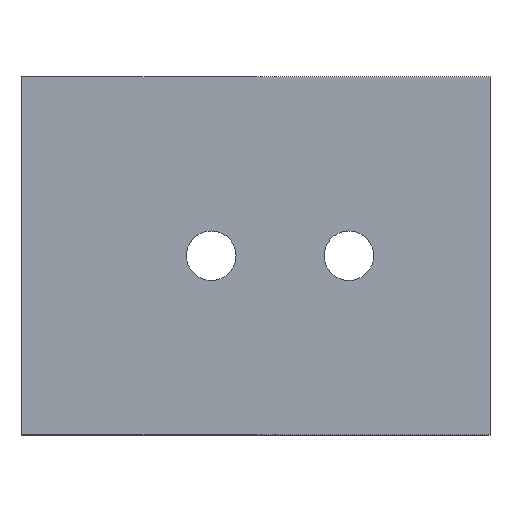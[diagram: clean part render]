
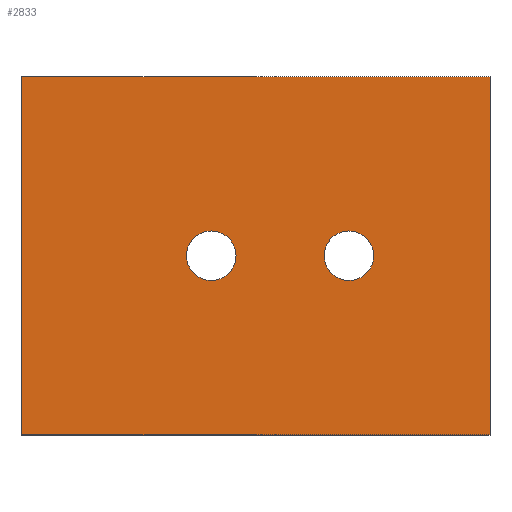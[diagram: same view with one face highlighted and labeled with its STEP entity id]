
A CAD part, top view. The second image highlights one B-rep face of the part: STEP entity #2833.
In plain terms, the highlighted face is planar.
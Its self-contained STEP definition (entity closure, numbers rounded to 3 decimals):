
#110 = PLANE('',#111);
#111 = AXIS2_PLACEMENT_3D('',#112,#113,#114);
#112 = CARTESIAN_POINT('',(112.,28.5,
    0.));
#113 = DIRECTION('',(-1.,0.,0.));
#114 = DIRECTION('',(0.,1.,0.));
#336 = PLANE('',#337);
#337 = AXIS2_PLACEMENT_3D('',#338,#339,#340);
#338 = CARTESIAN_POINT('',(138.,54.25,
    0.));
#339 = DIRECTION('',(1.,0.,0.));
#340 = DIRECTION('',(0.,-1.,0.));
#731 = PLANE('',#732);
#732 = AXIS2_PLACEMENT_3D('',#733,#734,#735);
#733 = CARTESIAN_POINT('',(112.,28.5,34.));
#734 = DIRECTION('',(0.,0.,1.));
#735 = DIRECTION('',(0.,1.,0.));
#936 = VERTEX_POINT('',#937);
#937 = CARTESIAN_POINT('',(112.,54.25,34.));
#958 = EDGE_CURVE('',#959,#936,#961,.T.);
#959 = VERTEX_POINT('',#960);
#960 = CARTESIAN_POINT('',(112.,54.25,0.));
#961 = SURFACE_CURVE('',#962,(#966,#973),.PCURVE_S1.);
#962 = LINE('',#963,#964);
#963 = CARTESIAN_POINT('',(112.,54.25,
    0.));
#964 = VECTOR('',#965,1.);
#965 = DIRECTION('',(0.,0.,1.));
#966 = PCURVE('',#110,#967);
#967 = DEFINITIONAL_REPRESENTATION('',(#968),#972);
#968 = LINE('',#969,#970);
#969 = CARTESIAN_POINT('',(25.75,0.));
#970 = VECTOR('',#971,1.);
#971 = DIRECTION('',(0.,-1.));
#972 = ( GEOMETRIC_REPRESENTATION_CONTEXT(2) 
PARAMETRIC_REPRESENTATION_CONTEXT() REPRESENTATION_CONTEXT('2D SPACE',''
  ) );
#973 = PCURVE('',#974,#979);
#974 = PLANE('',#975);
#975 = AXIS2_PLACEMENT_3D('',#976,#977,#978);
#976 = CARTESIAN_POINT('',(112.,54.25,
    0.));
#977 = DIRECTION('',(0.,1.,0.));
#978 = DIRECTION('',(1.,0.,0.));
#979 = DEFINITIONAL_REPRESENTATION('',(#980),#984);
#980 = LINE('',#981,#982);
#981 = CARTESIAN_POINT('',(0.,0.));
#982 = VECTOR('',#983,1.);
#983 = DIRECTION('',(0.,-1.));
#984 = ( GEOMETRIC_REPRESENTATION_CONTEXT(2) 
PARAMETRIC_REPRESENTATION_CONTEXT() REPRESENTATION_CONTEXT('2D SPACE',''
  ) );
#1002 = PLANE('',#1003);
#1003 = AXIS2_PLACEMENT_3D('',#1004,#1005,#1006);
#1004 = CARTESIAN_POINT('',(112.,28.5,
    0.));
#1005 = DIRECTION('',(0.,0.,1.));
#1006 = DIRECTION('',(0.,1.,0.));
#1868 = VERTEX_POINT('',#1869);
#1869 = CARTESIAN_POINT('',(138.,54.25,0.));
#1892 = EDGE_CURVE('',#1868,#1893,#1895,.T.);
#1893 = VERTEX_POINT('',#1894);
#1894 = CARTESIAN_POINT('',(138.,54.25,34.));
#1895 = SURFACE_CURVE('',#1896,(#1900,#1907),.PCURVE_S1.);
#1896 = LINE('',#1897,#1898);
#1897 = CARTESIAN_POINT('',(138.,54.25,
    0.));
#1898 = VECTOR('',#1899,1.);
#1899 = DIRECTION('',(0.,0.,1.));
#1900 = PCURVE('',#336,#1901);
#1901 = DEFINITIONAL_REPRESENTATION('',(#1902),#1906);
#1902 = LINE('',#1903,#1904);
#1903 = CARTESIAN_POINT('',(0.,0.));
#1904 = VECTOR('',#1905,1.);
#1905 = DIRECTION('',(0.,-1.));
#1906 = ( GEOMETRIC_REPRESENTATION_CONTEXT(2) 
PARAMETRIC_REPRESENTATION_CONTEXT() REPRESENTATION_CONTEXT('2D SPACE',''
  ) );
#1907 = PCURVE('',#974,#1908);
#1908 = DEFINITIONAL_REPRESENTATION('',(#1909),#1913);
#1909 = LINE('',#1910,#1911);
#1910 = CARTESIAN_POINT('',(26.,0.));
#1911 = VECTOR('',#1912,1.);
#1912 = DIRECTION('',(0.,-1.));
#1913 = ( GEOMETRIC_REPRESENTATION_CONTEXT(2) 
PARAMETRIC_REPRESENTATION_CONTEXT() REPRESENTATION_CONTEXT('2D SPACE',''
  ) );
#2259 = EDGE_CURVE('',#936,#1893,#2260,.T.);
#2260 = SURFACE_CURVE('',#2261,(#2265,#2272),.PCURVE_S1.);
#2261 = LINE('',#2262,#2263);
#2262 = CARTESIAN_POINT('',(112.,54.25,34.));
#2263 = VECTOR('',#2264,1.);
#2264 = DIRECTION('',(1.,0.,0.));
#2265 = PCURVE('',#731,#2266);
#2266 = DEFINITIONAL_REPRESENTATION('',(#2267),#2271);
#2267 = LINE('',#2268,#2269);
#2268 = CARTESIAN_POINT('',(25.75,0.));
#2269 = VECTOR('',#2270,1.);
#2270 = DIRECTION('',(0.,-1.));
#2271 = ( GEOMETRIC_REPRESENTATION_CONTEXT(2) 
PARAMETRIC_REPRESENTATION_CONTEXT() REPRESENTATION_CONTEXT('2D SPACE',''
  ) );
#2272 = PCURVE('',#974,#2273);
#2273 = DEFINITIONAL_REPRESENTATION('',(#2274),#2278);
#2274 = LINE('',#2275,#2276);
#2275 = CARTESIAN_POINT('',(0.,-34.));
#2276 = VECTOR('',#2277,1.);
#2277 = DIRECTION('',(1.,0.));
#2278 = ( GEOMETRIC_REPRESENTATION_CONTEXT(2) 
PARAMETRIC_REPRESENTATION_CONTEXT() REPRESENTATION_CONTEXT('2D SPACE',''
  ) );
#2813 = EDGE_CURVE('',#959,#1868,#2814,.T.);
#2814 = SURFACE_CURVE('',#2815,(#2819,#2826),.PCURVE_S1.);
#2815 = LINE('',#2816,#2817);
#2816 = CARTESIAN_POINT('',(112.,54.25,
    0.));
#2817 = VECTOR('',#2818,1.);
#2818 = DIRECTION('',(1.,0.,0.));
#2819 = PCURVE('',#1002,#2820);
#2820 = DEFINITIONAL_REPRESENTATION('',(#2821),#2825);
#2821 = LINE('',#2822,#2823);
#2822 = CARTESIAN_POINT('',(25.75,0.));
#2823 = VECTOR('',#2824,1.);
#2824 = DIRECTION('',(0.,-1.));
#2825 = ( GEOMETRIC_REPRESENTATION_CONTEXT(2) 
PARAMETRIC_REPRESENTATION_CONTEXT() REPRESENTATION_CONTEXT('2D SPACE',''
  ) );
#2826 = PCURVE('',#974,#2827);
#2827 = DEFINITIONAL_REPRESENTATION('',(#2828),#2832);
#2828 = LINE('',#2829,#2830);
#2829 = CARTESIAN_POINT('',(0.,0.));
#2830 = VECTOR('',#2831,1.);
#2831 = DIRECTION('',(1.,0.));
#2832 = ( GEOMETRIC_REPRESENTATION_CONTEXT(2) 
PARAMETRIC_REPRESENTATION_CONTEXT() REPRESENTATION_CONTEXT('2D SPACE',''
  ) );
#2833 = ADVANCED_FACE('',(#2834,#2840,#2871),#974,.T.);
#2834 = FACE_BOUND('',#2835,.T.);
#2835 = EDGE_LOOP('',(#2836,#2837,#2838,#2839));
#2836 = ORIENTED_EDGE('',*,*,#958,.T.);
#2837 = ORIENTED_EDGE('',*,*,#2259,.T.);
#2838 = ORIENTED_EDGE('',*,*,#1892,.F.);
#2839 = ORIENTED_EDGE('',*,*,#2813,.F.);
#2840 = FACE_BOUND('',#2841,.T.);
#2841 = EDGE_LOOP('',(#2842));
#2842 = ORIENTED_EDGE('',*,*,#2843,.F.);
#2843 = EDGE_CURVE('',#2844,#2844,#2846,.T.);
#2844 = VERTEX_POINT('',#2845);
#2845 = CARTESIAN_POINT('',(123.2,54.25,13.75));
#2846 = SURFACE_CURVE('',#2847,(#2852,#2859),.PCURVE_S1.);
#2847 = CIRCLE('',#2848,1.8);
#2848 = AXIS2_PLACEMENT_3D('',#2849,#2850,#2851);
#2849 = CARTESIAN_POINT('',(125.,54.25,13.75));
#2850 = DIRECTION('',(0.,1.,0.));
#2851 = DIRECTION('',(-1.,0.,0.));
#2852 = PCURVE('',#974,#2853);
#2853 = DEFINITIONAL_REPRESENTATION('',(#2854),#2858);
#2854 = CIRCLE('',#2855,1.8);
#2855 = AXIS2_PLACEMENT_2D('',#2856,#2857);
#2856 = CARTESIAN_POINT('',(13.,-13.75));
#2857 = DIRECTION('',(-1.,0.));
#2858 = ( GEOMETRIC_REPRESENTATION_CONTEXT(2) 
PARAMETRIC_REPRESENTATION_CONTEXT() REPRESENTATION_CONTEXT('2D SPACE',''
  ) );
#2859 = PCURVE('',#2860,#2865);
#2860 = CYLINDRICAL_SURFACE('',#2861,1.8);
#2861 = AXIS2_PLACEMENT_3D('',#2862,#2863,#2864);
#2862 = CARTESIAN_POINT('',(125.,54.25,13.75));
#2863 = DIRECTION('',(0.,1.,0.));
#2864 = DIRECTION('',(-1.,0.,0.));
#2865 = DEFINITIONAL_REPRESENTATION('',(#2866),#2870);
#2866 = LINE('',#2867,#2868);
#2867 = CARTESIAN_POINT('',(0.,0.));
#2868 = VECTOR('',#2869,1.);
#2869 = DIRECTION('',(1.,0.));
#2870 = ( GEOMETRIC_REPRESENTATION_CONTEXT(2) 
PARAMETRIC_REPRESENTATION_CONTEXT() REPRESENTATION_CONTEXT('2D SPACE',''
  ) );
#2871 = FACE_BOUND('',#2872,.T.);
#2872 = EDGE_LOOP('',(#2873));
#2873 = ORIENTED_EDGE('',*,*,#2874,.F.);
#2874 = EDGE_CURVE('',#2875,#2875,#2877,.T.);
#2875 = VERTEX_POINT('',#2876);
#2876 = CARTESIAN_POINT('',(123.2,54.25,23.75));
#2877 = SURFACE_CURVE('',#2878,(#2883,#2890),.PCURVE_S1.);
#2878 = CIRCLE('',#2879,1.8);
#2879 = AXIS2_PLACEMENT_3D('',#2880,#2881,#2882);
#2880 = CARTESIAN_POINT('',(125.,54.25,23.75));
#2881 = DIRECTION('',(0.,1.,0.));
#2882 = DIRECTION('',(-1.,0.,0.));
#2883 = PCURVE('',#974,#2884);
#2884 = DEFINITIONAL_REPRESENTATION('',(#2885),#2889);
#2885 = CIRCLE('',#2886,1.8);
#2886 = AXIS2_PLACEMENT_2D('',#2887,#2888);
#2887 = CARTESIAN_POINT('',(13.,-23.75));
#2888 = DIRECTION('',(-1.,0.));
#2889 = ( GEOMETRIC_REPRESENTATION_CONTEXT(2) 
PARAMETRIC_REPRESENTATION_CONTEXT() REPRESENTATION_CONTEXT('2D SPACE',''
  ) );
#2890 = PCURVE('',#2891,#2896);
#2891 = CYLINDRICAL_SURFACE('',#2892,1.8);
#2892 = AXIS2_PLACEMENT_3D('',#2893,#2894,#2895);
#2893 = CARTESIAN_POINT('',(125.,54.25,23.75));
#2894 = DIRECTION('',(0.,1.,0.));
#2895 = DIRECTION('',(-1.,0.,0.));
#2896 = DEFINITIONAL_REPRESENTATION('',(#2897),#2901);
#2897 = LINE('',#2898,#2899);
#2898 = CARTESIAN_POINT('',(0.,0.));
#2899 = VECTOR('',#2900,1.);
#2900 = DIRECTION('',(1.,0.));
#2901 = ( GEOMETRIC_REPRESENTATION_CONTEXT(2) 
PARAMETRIC_REPRESENTATION_CONTEXT() REPRESENTATION_CONTEXT('2D SPACE',''
  ) );
